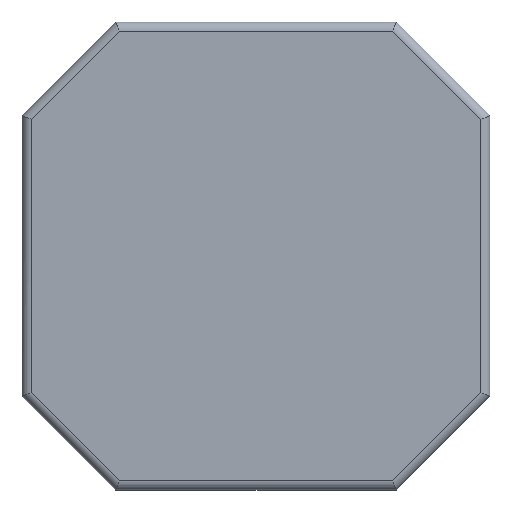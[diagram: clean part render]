
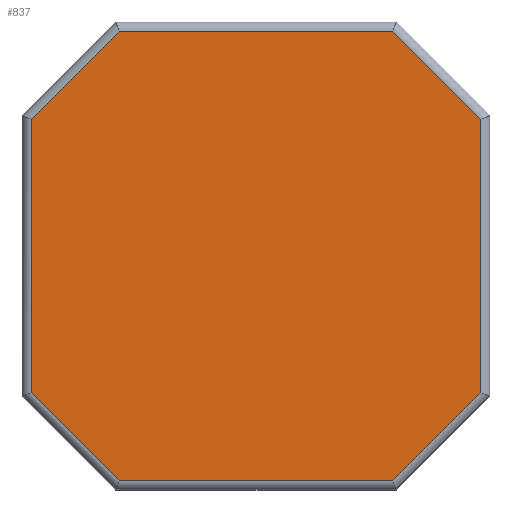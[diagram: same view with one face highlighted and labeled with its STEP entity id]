
A CAD part, front view. The second image highlights one B-rep face of the part: STEP entity #837.
In plain terms, the highlighted planar face has unit normal (0, -1, 0).
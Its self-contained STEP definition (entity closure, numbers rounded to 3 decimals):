
#59=PLANE('',#913);
#93=FACE_OUTER_BOUND('',#145,.T.);
#145=EDGE_LOOP('',(#617,#618,#619,#620,#621,#622,#623,#624));
#211=LINE('',#1191,#293);
#213=LINE('',#1199,#295);
#215=LINE('',#1206,#297);
#217=LINE('',#1214,#299);
#220=LINE('',#1222,#302);
#222=LINE('',#1228,#304);
#223=LINE('',#1231,#305);
#226=LINE('',#1235,#308);
#293=VECTOR('',#967,10.);
#295=VECTOR('',#975,10.);
#297=VECTOR('',#981,10.);
#299=VECTOR('',#989,10.);
#302=VECTOR('',#996,10.);
#304=VECTOR('',#1002,10.);
#305=VECTOR('',#1007,10.);
#308=VECTOR('',#1012,10.);
#375=VERTEX_POINT('',#1189);
#376=VERTEX_POINT('',#1190);
#379=VERTEX_POINT('',#1198);
#381=VERTEX_POINT('',#1204);
#382=VERTEX_POINT('',#1205);
#385=VERTEX_POINT('',#1213);
#388=VERTEX_POINT('',#1221);
#390=VERTEX_POINT('',#1227);
#451=EDGE_CURVE('',#375,#376,#211,.T.);
#455=EDGE_CURVE('',#376,#379,#213,.T.);
#458=EDGE_CURVE('',#381,#382,#215,.T.);
#462=EDGE_CURVE('',#382,#385,#217,.T.);
#466=EDGE_CURVE('',#385,#388,#220,.T.);
#469=EDGE_CURVE('',#388,#390,#222,.T.);
#471=EDGE_CURVE('',#379,#381,#223,.T.);
#474=EDGE_CURVE('',#390,#375,#226,.T.);
#617=ORIENTED_EDGE('',*,*,#458,.F.);
#618=ORIENTED_EDGE('',*,*,#471,.F.);
#619=ORIENTED_EDGE('',*,*,#455,.F.);
#620=ORIENTED_EDGE('',*,*,#451,.F.);
#621=ORIENTED_EDGE('',*,*,#474,.F.);
#622=ORIENTED_EDGE('',*,*,#469,.F.);
#623=ORIENTED_EDGE('',*,*,#466,.F.);
#624=ORIENTED_EDGE('',*,*,#462,.F.);
#837=ADVANCED_FACE('',(#93),#59,.F.);
#913=AXIS2_PLACEMENT_3D('',#1254,#1030,#1031);
#967=DIRECTION('',(-1.,0.,0.));
#975=DIRECTION('',(-0.707,0.,0.707));
#981=DIRECTION('',(0.707,0.,0.707));
#989=DIRECTION('',(1.,0.,0.));
#996=DIRECTION('',(0.707,0.,-0.707));
#1002=DIRECTION('',(0.,0.,-1.));
#1007=DIRECTION('',(0.,0.,1.));
#1012=DIRECTION('',(-0.707,0.,-0.707));
#1030=DIRECTION('center_axis',(0.,1.,0.));
#1031=DIRECTION('ref_axis',(1.,0.,0.));
#1189=CARTESIAN_POINT('',(15.309,0.,-23.129));
#1190=CARTESIAN_POINT('',(-13.863,0.,-23.129));
#1191=CARTESIAN_POINT('',(8.223,0.,-23.129));
#1198=CARTESIAN_POINT('',(-23.277,0.,-13.715));
#1199=CARTESIAN_POINT('',(-16.07,0.,-20.922));
#1204=CARTESIAN_POINT('',(-23.277,0.,15.457));
#1205=CARTESIAN_POINT('',(-13.863,0.,24.871));
#1206=CARTESIAN_POINT('',(-21.07,0.,17.664));
#1213=CARTESIAN_POINT('',(15.309,0.,24.871));
#1214=CARTESIAN_POINT('',(-6.777,0.,24.871));
#1221=CARTESIAN_POINT('',(24.723,0.,15.457));
#1222=CARTESIAN_POINT('',(17.516,0.,22.664));
#1227=CARTESIAN_POINT('',(24.723,0.,-13.715));
#1228=CARTESIAN_POINT('',(24.723,0.,8.371));
#1231=CARTESIAN_POINT('',(-23.277,0.,-6.629));
#1235=CARTESIAN_POINT('',(22.516,0.,-15.922));
#1254=CARTESIAN_POINT('Origin',(0.723,0.,0.871));
